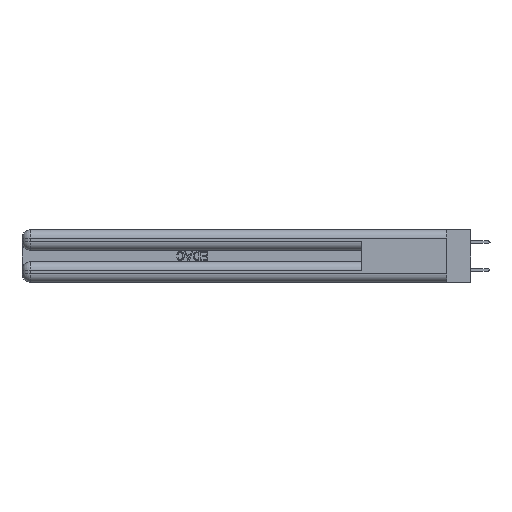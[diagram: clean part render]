
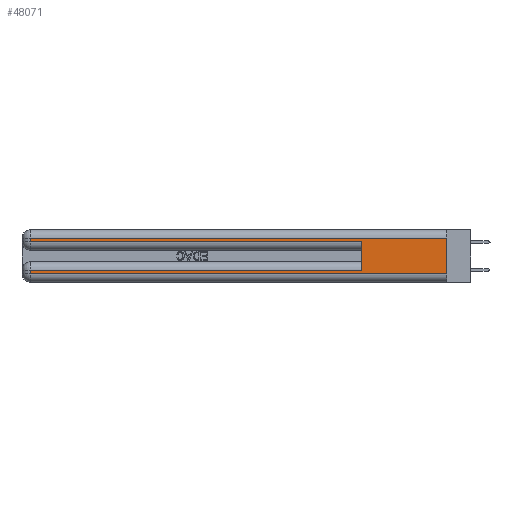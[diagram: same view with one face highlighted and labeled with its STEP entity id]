
A CAD part, left-side view. The second image highlights one B-rep face of the part: STEP entity #48071.
In plain terms, the highlighted planar face has unit normal (-1, 0, 0).
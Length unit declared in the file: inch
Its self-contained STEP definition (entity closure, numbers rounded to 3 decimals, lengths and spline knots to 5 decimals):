
#1149 = LINE ( 'NONE', #1889, #31722 ) ;
#1162 = VERTEX_POINT ( 'NONE', #8370 ) ;
#1889 = CARTESIAN_POINT ( 'NONE',  ( 0., 2.94, 0.37 ) ) ;
#2462 = EDGE_CURVE ( 'NONE', #1162, #22561, #15411, .T. ) ;
#3297 = CARTESIAN_POINT ( 'NONE',  ( 0., 0., 0.31 ) ) ;
#6418 = EDGE_CURVE ( 'NONE', #43435, #10518, #37533, .T. ) ;
#7772 = LINE ( 'NONE', #8265, #19391 ) ;
#7999 = EDGE_CURVE ( 'NONE', #40530, #10518, #34512, .T. ) ;
#8265 = CARTESIAN_POINT ( 'NONE',  ( 0., 0.6, 0.145 ) ) ;
#8370 = CARTESIAN_POINT ( 'NONE',  ( 0., 2.94, 0.285 ) ) ;
#9111 = ORIENTED_EDGE ( 'NONE', *, *, #26600, .F. ) ;
#9132 = DIRECTION ( 'NONE',  ( 1., 0., 0. ) ) ;
#9419 = VERTEX_POINT ( 'NONE', #29997 ) ;
#10421 = LINE ( 'NONE', #13691, #38304 ) ;
#10466 = AXIS2_PLACEMENT_3D ( 'NONE', #19168, #9132, #12872 ) ;
#10518 = VERTEX_POINT ( 'NONE', #33517 ) ;
#10527 = CARTESIAN_POINT ( 'NONE',  ( 0., 2.94, 0.085 ) ) ;
#10925 = VECTOR ( 'NONE', #41025, 39.37008 ) ;
#10968 = EDGE_CURVE ( 'NONE', #40642, #28555, #10421, .T. ) ;
#12252 = DIRECTION ( 'NONE',  ( 0., 0., 1. ) ) ;
#12671 = DIRECTION ( 'NONE',  ( 0., 0., -1. ) ) ;
#12872 = DIRECTION ( 'NONE',  ( 0., 0., -1. ) ) ;
#13691 = CARTESIAN_POINT ( 'NONE',  ( 0., 0., 0.085 ) ) ;
#15411 = LINE ( 'NONE', #26408, #21084 ) ;
#15979 = CARTESIAN_POINT ( 'NONE',  ( 0., 0., 0.37 ) ) ;
#17395 = VECTOR ( 'NONE', #19816, 39.37008 ) ;
#18813 = LINE ( 'NONE', #30569, #33923 ) ;
#18986 = CARTESIAN_POINT ( 'NONE',  ( 0., 2.94, 0.06 ) ) ;
#19168 = CARTESIAN_POINT ( 'NONE',  ( 0., 0., 0.37 ) ) ;
#19261 = EDGE_CURVE ( 'NONE', #40530, #9419, #37614, .T. ) ;
#19391 = VECTOR ( 'NONE', #12252, 39.37008 ) ;
#19532 = ORIENTED_EDGE ( 'NONE', *, *, #33222, .T. ) ;
#19816 = DIRECTION ( 'NONE',  ( 0., 1., 0. ) ) ;
#19904 = DIRECTION ( 'NONE',  ( 0., -1., 0. ) ) ;
#20126 = ORIENTED_EDGE ( 'NONE', *, *, #6418, .T. ) ;
#21084 = VECTOR ( 'NONE', #19904, 39.37008 ) ;
#22561 = VERTEX_POINT ( 'NONE', #28996 ) ;
#22947 = ORIENTED_EDGE ( 'NONE', *, *, #10968, .T. ) ;
#26408 = CARTESIAN_POINT ( 'NONE',  ( 0., 0., 0.285 ) ) ;
#26409 = PLANE ( 'NONE',  #10466 ) ;
#26600 = EDGE_CURVE ( 'NONE', #40642, #22561, #7772, .T. ) ;
#28555 = VERTEX_POINT ( 'NONE', #10527 ) ;
#28996 = CARTESIAN_POINT ( 'NONE',  ( 0., 0.6, 0.285 ) ) ;
#29997 = CARTESIAN_POINT ( 'NONE',  ( 0., 2.94, 0.31 ) ) ;
#30569 = CARTESIAN_POINT ( 'NONE',  ( 0., 2.94, 0.37 ) ) ;
#31294 = ORIENTED_EDGE ( 'NONE', *, *, #2462, .T. ) ;
#31403 = FACE_OUTER_BOUND ( 'NONE', #46935, .T. ) ;
#31722 = VECTOR ( 'NONE', #12671, 39.37008 ) ;
#33222 = EDGE_CURVE ( 'NONE', #28555, #43435, #18813, .T. ) ;
#33517 = CARTESIAN_POINT ( 'NONE',  ( 0., 0., 0.06 ) ) ;
#33774 = ORIENTED_EDGE ( 'NONE', *, *, #19261, .T. ) ;
#33923 = VECTOR ( 'NONE', #41838, 39.37008 ) ;
#34272 = ORIENTED_EDGE ( 'NONE', *, *, #7999, .F. ) ;
#34512 = LINE ( 'NONE', #15979, #41303 ) ;
#35497 = DIRECTION ( 'NONE',  ( 0., 0., -1. ) ) ;
#37533 = LINE ( 'NONE', #44773, #10925 ) ;
#37614 = LINE ( 'NONE', #3297, #17395 ) ;
#38217 = EDGE_CURVE ( 'NONE', #9419, #1162, #1149, .T. ) ;
#38304 = VECTOR ( 'NONE', #44217, 39.37008 ) ;
#40530 = VERTEX_POINT ( 'NONE', #46843 ) ;
#40642 = VERTEX_POINT ( 'NONE', #44590 ) ;
#41025 = DIRECTION ( 'NONE',  ( 0., -1., 0. ) ) ;
#41303 = VECTOR ( 'NONE', #35497, 39.37008 ) ;
#41838 = DIRECTION ( 'NONE',  ( 0., 0., -1. ) ) ;
#43072 = ORIENTED_EDGE ( 'NONE', *, *, #38217, .T. ) ;
#43435 = VERTEX_POINT ( 'NONE', #18986 ) ;
#44217 = DIRECTION ( 'NONE',  ( 0., 1., 0. ) ) ;
#44590 = CARTESIAN_POINT ( 'NONE',  ( 0., 0.6, 0.085 ) ) ;
#44773 = CARTESIAN_POINT ( 'NONE',  ( 0., 0., 0.06 ) ) ;
#46843 = CARTESIAN_POINT ( 'NONE',  ( 0., 0., 0.31 ) ) ;
#46935 = EDGE_LOOP ( 'NONE', ( #34272, #33774, #43072, #31294, #9111, #22947, #19532, #20126 ) ) ;
#48071 = ADVANCED_FACE ( 'NONE', ( #31403 ), #26409, .F. ) ;
